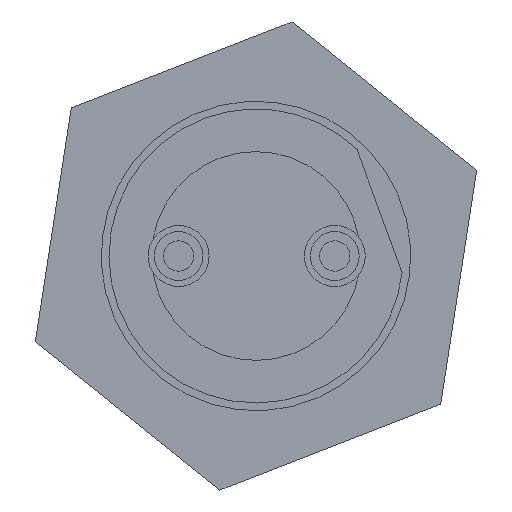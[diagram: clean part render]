
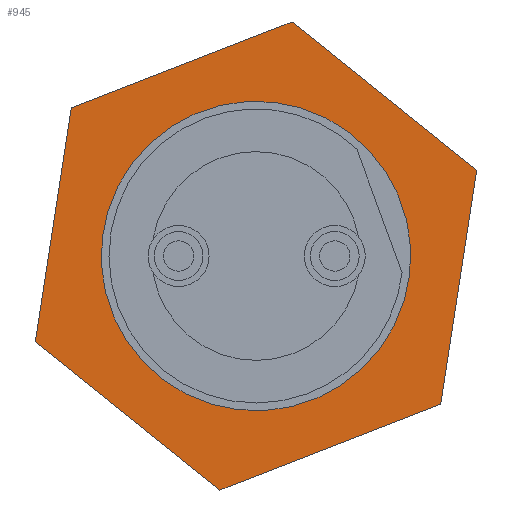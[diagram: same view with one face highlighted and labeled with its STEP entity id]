
A CAD part, front view. The second image highlights one B-rep face of the part: STEP entity #945.
In plain terms, the highlighted planar face has unit normal (0, -1, 0).
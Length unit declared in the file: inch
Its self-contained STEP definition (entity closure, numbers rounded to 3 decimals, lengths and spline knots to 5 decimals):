
#9 = DIRECTION ( 'NONE',  ( 0., 0., -1. ) ) ;
#13 = CARTESIAN_POINT ( 'NONE',  ( 0.02143, -0.08, -0.15147 ) ) ;
#46 = FACE_BOUND ( 'NONE', #2077, .T. ) ;
#56 = DIRECTION ( 'NONE',  ( 0., -1., 0. ) ) ;
#69 = EDGE_CURVE ( 'NONE', #850, #325, #810, .T. ) ;
#83 = CARTESIAN_POINT ( 'NONE',  ( 0.14189, -0.08, -0.05717 ) ) ;
#113 = DIRECTION ( 'NONE',  ( 0.787, 0., 0.616 ) ) ;
#117 = DIRECTION ( 'NONE',  ( -0.787, 0., -0.616 ) ) ;
#133 = LINE ( 'NONE', #922, #1285 ) ;
#146 = ORIENTED_EDGE ( 'NONE', *, *, #228, .T. ) ;
#156 = VERTEX_POINT ( 'NONE', #13 ) ;
#202 = CARTESIAN_POINT ( 'NONE',  ( -0.12046, -0.08, -0.09429 ) ) ;
#219 = LINE ( 'NONE', #202, #1101 ) ;
#222 = DIRECTION ( 'NONE',  ( 0., 0., -1. ) ) ;
#228 = EDGE_CURVE ( 'NONE', #325, #156, #219, .T. ) ;
#320 = EDGE_CURVE ( 'NONE', #2158, #1531, #1346, .T. ) ;
#325 = VERTEX_POINT ( 'NONE', #566 ) ;
#335 = EDGE_CURVE ( 'NONE', #1988, #850, #1087, .T. ) ;
#504 = AXIS2_PLACEMENT_3D ( 'NONE', #571, #1678, #222 ) ;
#566 = CARTESIAN_POINT ( 'NONE',  ( -0.12046, -0.08, -0.09429 ) ) ;
#571 = CARTESIAN_POINT ( 'NONE',  ( 0., -0.08, 0. ) ) ;
#629 = ORIENTED_EDGE ( 'NONE', *, *, #335, .T. ) ;
#669 = CIRCLE ( 'NONE', #1798, 0.1 ) ;
#795 = LINE ( 'NONE', #2387, #1569 ) ;
#810 = LINE ( 'NONE', #1315, #1096 ) ;
#835 = DIRECTION ( 'NONE',  ( 0., -1., 0. ) ) ;
#842 = CARTESIAN_POINT ( 'NONE',  ( 0.12046, -0.08, 0.09429 ) ) ;
#850 = VERTEX_POINT ( 'NONE', #2580 ) ;
#922 = CARTESIAN_POINT ( 'NONE',  ( 0.02143, -0.08, -0.15147 ) ) ;
#938 = ORIENTED_EDGE ( 'NONE', *, *, #2550, .F. ) ;
#945 = ADVANCED_FACE ( 'NONE', ( #1282, #46 ), #2617, .T. ) ;
#1020 = DIRECTION ( 'NONE',  ( 0.928, 0., -0.374 ) ) ;
#1024 = VECTOR ( 'NONE', #1301, 39.37008 ) ;
#1041 = AXIS2_PLACEMENT_3D ( 'NONE', #1892, #835, #9 ) ;
#1042 = CARTESIAN_POINT ( 'NONE',  ( -0.02143, -0.08, 0.15147 ) ) ;
#1087 = LINE ( 'NONE', #1042, #2544 ) ;
#1096 = VECTOR ( 'NONE', #2591, 39.37008 ) ;
#1101 = VECTOR ( 'NONE', #1020, 39.37008 ) ;
#1163 = LINE ( 'NONE', #1722, #1024 ) ;
#1282 = FACE_OUTER_BOUND ( 'NONE', #1761, .T. ) ;
#1285 = VECTOR ( 'NONE', #113, 39.37008 ) ;
#1301 = DIRECTION ( 'NONE',  ( -0.928, 0., 0.374 ) ) ;
#1304 = CARTESIAN_POINT ( 'NONE',  ( 0., -0.08, 0. ) ) ;
#1315 = CARTESIAN_POINT ( 'NONE',  ( -0.14189, -0.08, 0.05717 ) ) ;
#1326 = VERTEX_POINT ( 'NONE', #842 ) ;
#1346 = CIRCLE ( 'NONE', #504, 0.1 ) ;
#1396 = ORIENTED_EDGE ( 'NONE', *, *, #2615, .T. ) ;
#1428 = CARTESIAN_POINT ( 'NONE',  ( -0.02143, -0.08, 0.15147 ) ) ;
#1506 = DIRECTION ( 'NONE',  ( 0., 0., -1. ) ) ;
#1531 = VERTEX_POINT ( 'NONE', #2662 ) ;
#1569 = VECTOR ( 'NONE', #1953, 39.37008 ) ;
#1678 = DIRECTION ( 'NONE',  ( 0., -1., 0. ) ) ;
#1722 = CARTESIAN_POINT ( 'NONE',  ( 0.12046, -0.08, 0.09429 ) ) ;
#1754 = EDGE_CURVE ( 'NONE', #1326, #1988, #1163, .T. ) ;
#1761 = EDGE_LOOP ( 'NONE', ( #1896, #1396, #2360, #629, #1983, #146 ) ) ;
#1798 = AXIS2_PLACEMENT_3D ( 'NONE', #1304, #56, #1506 ) ;
#1892 = CARTESIAN_POINT ( 'NONE',  ( 0., -0.08, 0. ) ) ;
#1896 = ORIENTED_EDGE ( 'NONE', *, *, #2269, .T. ) ;
#1953 = DIRECTION ( 'NONE',  ( -0.14, 0., 0.99 ) ) ;
#1983 = ORIENTED_EDGE ( 'NONE', *, *, #69, .T. ) ;
#1988 = VERTEX_POINT ( 'NONE', #1428 ) ;
#2007 = CARTESIAN_POINT ( 'NONE',  ( 0., -0.08, -0.1 ) ) ;
#2077 = EDGE_LOOP ( 'NONE', ( #938, #2449 ) ) ;
#2158 = VERTEX_POINT ( 'NONE', #2007 ) ;
#2269 = EDGE_CURVE ( 'NONE', #156, #2647, #133, .T. ) ;
#2360 = ORIENTED_EDGE ( 'NONE', *, *, #1754, .T. ) ;
#2387 = CARTESIAN_POINT ( 'NONE',  ( 0.14189, -0.08, -0.05717 ) ) ;
#2449 = ORIENTED_EDGE ( 'NONE', *, *, #320, .F. ) ;
#2544 = VECTOR ( 'NONE', #117, 39.37008 ) ;
#2550 = EDGE_CURVE ( 'NONE', #1531, #2158, #669, .T. ) ;
#2580 = CARTESIAN_POINT ( 'NONE',  ( -0.14189, -0.08, 0.05717 ) ) ;
#2591 = DIRECTION ( 'NONE',  ( 0.14, 0., -0.99 ) ) ;
#2615 = EDGE_CURVE ( 'NONE', #2647, #1326, #795, .T. ) ;
#2617 = PLANE ( 'NONE',  #1041 ) ;
#2647 = VERTEX_POINT ( 'NONE', #83 ) ;
#2662 = CARTESIAN_POINT ( 'NONE',  ( 0., -0.08, 0.1 ) ) ;
